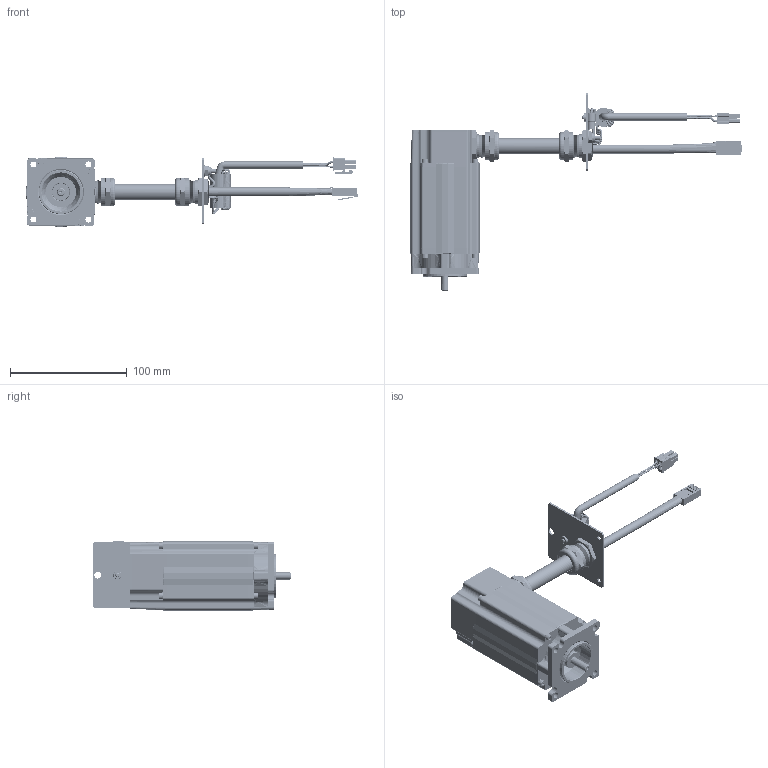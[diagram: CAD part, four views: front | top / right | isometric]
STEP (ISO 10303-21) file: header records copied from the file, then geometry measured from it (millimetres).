
FILE_DESCRIPTION(/* description */ (''),/* implementation_level */ '2;1');
FILE_NAME(/* name */ 'MOTOR 250 lbs GEN III.stp',/* time_stamp */ '2019-05-07T13:10:04-04:00',/* author */ ('sboulais'),/* organization */ (''),/* preprocessor_version */ 'ST-DEVELOPER v16.13',/* originating_system */ 'Autodesk Inventor 2018',/* authorisation */ '');
FILE_SCHEMA (('AUTOMOTIVE_DESIGN { 1 0 10303 214 3 1 1 }'));
Products named in the file (1): MOTOR 250 lbs GEN III
Bounding box: 284.35 x 169.14 x 59.78 mm (x, y, z)
Volume: 202551.5 mm3; surface area: 144621.5 mm2
Topology: 66 solids, 137 shells, 3916 faces, 10475 edges, 6778 vertices
Faces by surface type: plane 2302, cylinder 963, cone 313, bspline 171, torus 137, sphere 30
Full cylindrical faces by diameter (mm): 0.5 x11, 0.9 x10, 1.016 x23, 1.026 x3, 1.2 x1, 1.27 x1, 1.524 x27, 1.594 x4, 1.6 x1, 1.8 x2, 2 x73, 2.2 x2, 2.344 x2, 2.4 x4, 2.5 x8, 2.647 x1, 2.779 x1, 3 x104, 3.2 x8, 3.3 x4, 3.429 x1, 3.48 x2, 3.5 x4, 3.505 x4, 3.8 x4, 3.81 x2, 4 x1, 4.42 x1, 4.448 x1, 4.75 x1
Entity records: 161652 total; most frequent: CARTESIAN_POINT 68056, DIRECTION 18259, ORIENTED_EDGE 17891, EDGE_CURVE 9123, VERTEX_POINT 6185, AXIS2_PLACEMENT_3D 6185, LINE 5889, VECTOR 5889
